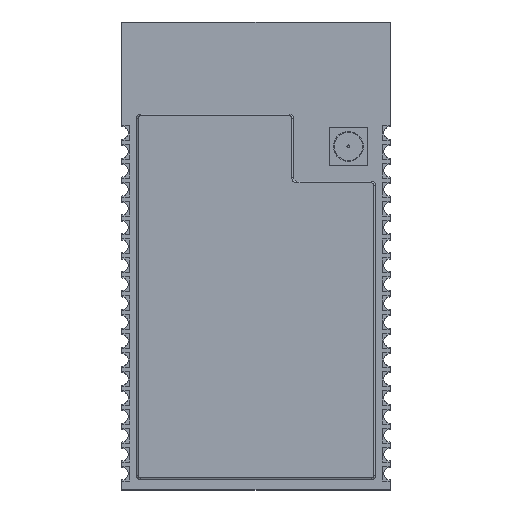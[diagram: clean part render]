
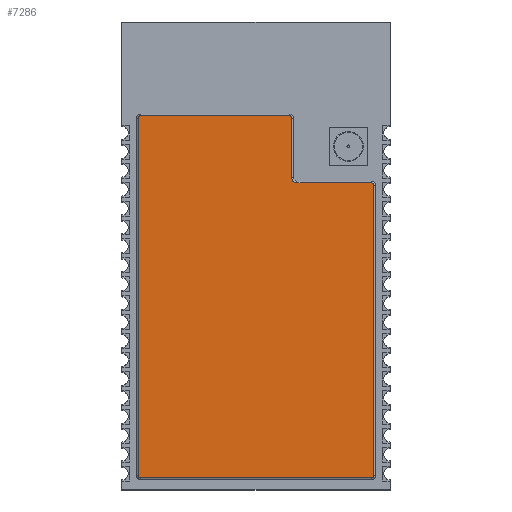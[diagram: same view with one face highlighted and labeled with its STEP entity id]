
A CAD part, top view. The second image highlights one B-rep face of the part: STEP entity #7286.
In plain terms, the highlighted planar face has unit normal (0, 0, 1).
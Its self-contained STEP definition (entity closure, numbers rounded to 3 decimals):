
#423=PLANE('',#7944);
#841=FACE_OUTER_BOUND('',#1265,.T.);
#1265=EDGE_LOOP('',(#6701,#6702,#6703,#6704,#6705,#6706,#6707,#6708,#6709,
#6710,#6711,#6712));
#2061=LINE('',#11957,#2878);
#2062=LINE('',#11968,#2879);
#2064=LINE('',#11980,#2881);
#2066=LINE('',#11992,#2883);
#2068=LINE('',#12004,#2885);
#2070=LINE('',#12016,#2887);
#2878=VECTOR('',#9833,10.);
#2879=VECTOR('',#9846,10.);
#2881=VECTOR('',#9860,10.);
#2883=VECTOR('',#9874,10.);
#2885=VECTOR('',#9888,10.);
#2887=VECTOR('',#9902,10.);
#3077=CIRCLE('',#7904,0.15);
#3081=CIRCLE('',#7910,0.35);
#3085=CIRCLE('',#7916,0.15);
#3089=CIRCLE('',#7922,0.15);
#3093=CIRCLE('',#7928,0.15);
#3096=CIRCLE('',#7933,0.15);
#3726=VERTEX_POINT('',#11950);
#3729=VERTEX_POINT('',#11955);
#3731=VERTEX_POINT('',#11960);
#3733=VERTEX_POINT('',#11966);
#3735=VERTEX_POINT('',#11972);
#3737=VERTEX_POINT('',#11978);
#3739=VERTEX_POINT('',#11984);
#3741=VERTEX_POINT('',#11990);
#3743=VERTEX_POINT('',#11996);
#3745=VERTEX_POINT('',#12002);
#3747=VERTEX_POINT('',#12008);
#3749=VERTEX_POINT('',#12014);
#4703=EDGE_CURVE('',#3729,#3726,#2061,.T.);
#4705=EDGE_CURVE('',#3731,#3729,#3077,.T.);
#4708=EDGE_CURVE('',#3733,#3731,#2062,.T.);
#4711=EDGE_CURVE('',#3735,#3733,#3081,.T.);
#4714=EDGE_CURVE('',#3737,#3735,#2064,.T.);
#4717=EDGE_CURVE('',#3739,#3737,#3085,.T.);
#4720=EDGE_CURVE('',#3741,#3739,#2066,.T.);
#4723=EDGE_CURVE('',#3743,#3741,#3089,.T.);
#4726=EDGE_CURVE('',#3745,#3743,#2068,.T.);
#4729=EDGE_CURVE('',#3747,#3745,#3093,.T.);
#4732=EDGE_CURVE('',#3749,#3747,#2070,.T.);
#4734=EDGE_CURVE('',#3726,#3749,#3096,.T.);
#6701=ORIENTED_EDGE('',*,*,#4703,.F.);
#6702=ORIENTED_EDGE('',*,*,#4705,.F.);
#6703=ORIENTED_EDGE('',*,*,#4708,.F.);
#6704=ORIENTED_EDGE('',*,*,#4711,.F.);
#6705=ORIENTED_EDGE('',*,*,#4714,.F.);
#6706=ORIENTED_EDGE('',*,*,#4717,.F.);
#6707=ORIENTED_EDGE('',*,*,#4720,.F.);
#6708=ORIENTED_EDGE('',*,*,#4723,.F.);
#6709=ORIENTED_EDGE('',*,*,#4726,.F.);
#6710=ORIENTED_EDGE('',*,*,#4729,.F.);
#6711=ORIENTED_EDGE('',*,*,#4732,.F.);
#6712=ORIENTED_EDGE('',*,*,#4734,.F.);
#7286=ADVANCED_FACE('',(#841),#423,.T.);
#7904=AXIS2_PLACEMENT_3D('',#11962,#9838,#9839);
#7910=AXIS2_PLACEMENT_3D('',#11974,#9852,#9853);
#7916=AXIS2_PLACEMENT_3D('',#11986,#9866,#9867);
#7922=AXIS2_PLACEMENT_3D('',#11998,#9880,#9881);
#7928=AXIS2_PLACEMENT_3D('',#12010,#9894,#9895);
#7933=AXIS2_PLACEMENT_3D('',#12019,#9906,#9907);
#7944=AXIS2_PLACEMENT_3D('',#12047,#9938,#9939);
#9833=DIRECTION('',(0.,-1.,0.));
#9838=DIRECTION('center_axis',(0.,0.,-1.));
#9839=DIRECTION('ref_axis',(0.707,0.707,0.));
#9846=DIRECTION('',(1.,0.,0.));
#9852=DIRECTION('center_axis',(0.,0.,1.));
#9853=DIRECTION('ref_axis',(-0.707,-0.707,0.));
#9860=DIRECTION('',(0.,-1.,0.));
#9866=DIRECTION('center_axis',(0.,0.,-1.));
#9867=DIRECTION('ref_axis',(0.707,0.707,0.));
#9874=DIRECTION('',(1.,0.,0.));
#9880=DIRECTION('center_axis',(0.,0.,-1.));
#9881=DIRECTION('ref_axis',(-0.707,0.707,0.));
#9888=DIRECTION('',(0.,1.,0.));
#9894=DIRECTION('center_axis',(0.,0.,-1.));
#9895=DIRECTION('ref_axis',(-0.707,-0.707,0.));
#9902=DIRECTION('',(-1.,0.,0.));
#9906=DIRECTION('center_axis',(0.,0.,-1.));
#9907=DIRECTION('ref_axis',(0.707,-0.707,0.));
#9938=DIRECTION('center_axis',(0.,0.,1.));
#9939=DIRECTION('ref_axis',(-1.,0.,0.));
#11950=CARTESIAN_POINT('',(7.9,-14.75,3.5));
#11955=CARTESIAN_POINT('',(7.9,4.75,3.5));
#11957=CARTESIAN_POINT('',(7.9,-8.75,3.5));
#11960=CARTESIAN_POINT('',(7.75,4.9,3.5));
#11962=CARTESIAN_POINT('Origin',(7.75,4.75,3.5));
#11966=CARTESIAN_POINT('',(2.75,4.9,3.5));
#11968=CARTESIAN_POINT('',(3.875,4.9,3.5));
#11972=CARTESIAN_POINT('',(2.4,5.25,3.5));
#11974=CARTESIAN_POINT('Origin',(2.75,5.25,3.5));
#11978=CARTESIAN_POINT('',(2.4,9.25,3.5));
#11980=CARTESIAN_POINT('',(2.4,1.25,3.5));
#11984=CARTESIAN_POINT('',(2.25,9.4,3.5));
#11986=CARTESIAN_POINT('Origin',(2.25,9.25,3.5));
#11990=CARTESIAN_POINT('',(-7.75,9.4,3.5));
#11992=CARTESIAN_POINT('',(1.125,9.4,3.5));
#11996=CARTESIAN_POINT('',(-7.9,9.25,3.5));
#11998=CARTESIAN_POINT('Origin',(-7.75,9.25,3.5));
#12002=CARTESIAN_POINT('',(-7.9,-14.75,3.5));
#12004=CARTESIAN_POINT('',(-7.9,3.25,3.5));
#12008=CARTESIAN_POINT('',(-7.75,-14.9,3.5));
#12010=CARTESIAN_POINT('Origin',(-7.75,-14.75,3.5));
#12014=CARTESIAN_POINT('',(7.75,-14.9,3.5));
#12016=CARTESIAN_POINT('',(-3.875,-14.9,3.5));
#12019=CARTESIAN_POINT('Origin',(7.75,-14.75,3.5));
#12047=CARTESIAN_POINT('Origin',(0.,-2.75,
3.5));
